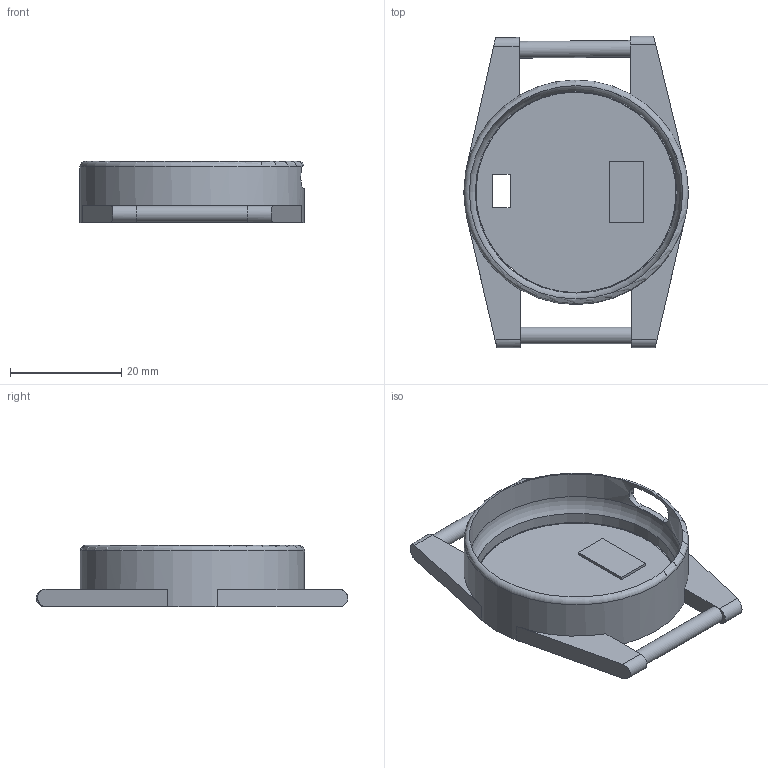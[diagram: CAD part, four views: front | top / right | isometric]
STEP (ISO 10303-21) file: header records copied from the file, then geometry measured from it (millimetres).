
FILE_DESCRIPTION(/* description */ ('KiCad electronic assembly','CAx-IF Rec.Pracs.---Representation and Presentation of Product Manufacturing Information (PMI)---4.0---2014-10-13'),/* implementation_level */ '2;1');
FILE_NAME(/* name */ 'testESP32_2 v4.step',/* time_stamp */ '2025-03-04T19:06:59+01:00',/* author */ (''),/* organization */ (''),/* preprocessor_version */ 'ST-DEVELOPER v20',/* originating_system */ 'Autodesk Translation Framework v13.20.0.188',/* authorisation */ '');
FILE_SCHEMA (('AP242_MANAGED_MODEL_BASED_3D_ENGINEERING_MIM_LF { 1 0 10303 442 1 1 4 }'));
Length unit declared in the file: millimetre
Products named in the file (1): testESP32_2 1
Bounding box: 40.4 x 56.07 x 11 mm (x, y, z)
Volume: 4084.8 mm3; surface area: 6820.8 mm2
Topology: 4 solids, 4 shells, 297 faces, 858 edges, 572 vertices
Faces by surface type: plane 222, cylinder 73, torus 2
Full cylindrical faces by diameter (mm): 3 x2, 36.4 x1, 38.4 x1, 40.4 x1
Entity records: 9794 total; most frequent: CARTESIAN_POINT 1808, ORIENTED_EDGE 1716, DIRECTION 1595, EDGE_CURVE 858, LINE 697, VECTOR 697, VERTEX_POINT 572, AXIS2_PLACEMENT_3D 449
